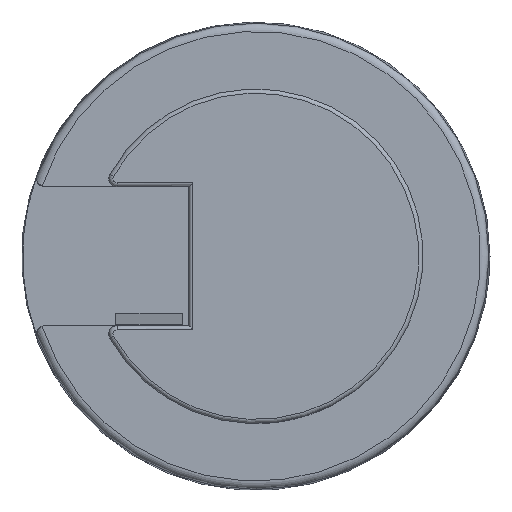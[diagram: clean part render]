
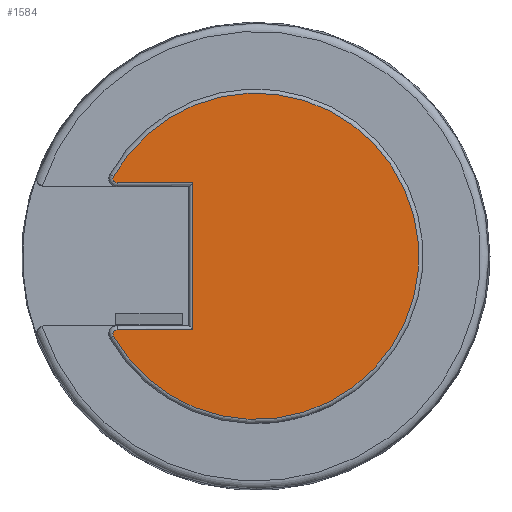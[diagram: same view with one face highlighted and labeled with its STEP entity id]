
A CAD part, left-side view. The second image highlights one B-rep face of the part: STEP entity #1584.
In plain terms, the highlighted planar face has unit normal (-1, 0, 0).
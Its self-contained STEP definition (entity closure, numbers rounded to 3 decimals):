
#130=LINE('',#2505,#222);
#131=LINE('',#2514,#223);
#132=LINE('',#2516,#224);
#222=VECTOR('',#2012,1000.);
#223=VECTOR('',#2019,1000.);
#224=VECTOR('',#2020,1000.);
#284=PLANE('',#1727);
#341=CIRCLE('',#1728,0.25);
#342=CIRCLE('',#1729,9.75);
#343=CIRCLE('',#1730,0.25);
#549=ORIENTED_EDGE('',*,*,#833,.F.);
#550=ORIENTED_EDGE('',*,*,#834,.F.);
#551=ORIENTED_EDGE('',*,*,#835,.F.);
#552=ORIENTED_EDGE('',*,*,#836,.F.);
#553=ORIENTED_EDGE('',*,*,#837,.F.);
#554=ORIENTED_EDGE('',*,*,#838,.F.);
#833=EDGE_CURVE('',#986,#987,#130,.T.);
#834=EDGE_CURVE('',#988,#986,#341,.T.);
#835=EDGE_CURVE('',#989,#988,#342,.T.);
#836=EDGE_CURVE('',#990,#989,#343,.T.);
#837=EDGE_CURVE('',#991,#990,#131,.T.);
#838=EDGE_CURVE('',#987,#991,#132,.T.);
#986=VERTEX_POINT('',#2506);
#987=VERTEX_POINT('',#2507);
#988=VERTEX_POINT('',#2509);
#989=VERTEX_POINT('',#2511);
#990=VERTEX_POINT('',#2513);
#991=VERTEX_POINT('',#2515);
#1098=EDGE_LOOP('',(#549,#550,#551,#552,#553,#554));
#1218=FACE_BOUND('',#1098,.T.);
#1584=ADVANCED_FACE('',(#1218),#284,.T.);
#1727=AXIS2_PLACEMENT_3D('',#2504,#2010,#2011);
#1728=AXIS2_PLACEMENT_3D('',#2508,#2013,#2014);
#1729=AXIS2_PLACEMENT_3D('',#2510,#2015,#2016);
#1730=AXIS2_PLACEMENT_3D('',#2512,#2017,#2018);
#2010=DIRECTION('',(-1.,0.,0.));
#2011=DIRECTION('',(0.,1.,0.));
#2012=DIRECTION('',(0.,-1.,0.));
#2013=DIRECTION('',(1.,0.,0.));
#2014=DIRECTION('',(0.,1.,0.));
#2015=DIRECTION('',(1.,0.,0.));
#2016=DIRECTION('',(0.,1.,0.));
#2017=DIRECTION('',(1.,0.,0.));
#2018=DIRECTION('',(0.,1.,0.));
#2019=DIRECTION('',(0.,1.,0.));
#2020=DIRECTION('',(0.,0.,1.));
#2504=CARTESIAN_POINT('',(-199.5,0.,0.));
#2505=CARTESIAN_POINT('',(-199.5,4.,-4.4));
#2506=CARTESIAN_POINT('',(-199.5,8.284,-4.4));
#2507=CARTESIAN_POINT('',(-199.5,3.75,-4.4));
#2508=CARTESIAN_POINT('',(-199.5,8.284,-4.65));
#2509=CARTESIAN_POINT('',(-199.5,8.502,-4.772));
#2510=CARTESIAN_POINT('',(-199.5,0.,0.));
#2511=CARTESIAN_POINT('',(-199.5,8.502,4.772));
#2512=CARTESIAN_POINT('',(-199.5,8.284,4.65));
#2513=CARTESIAN_POINT('',(-199.5,8.284,4.4));
#2514=CARTESIAN_POINT('',(-199.5,8.284,4.4));
#2515=CARTESIAN_POINT('',(-199.5,3.75,4.4));
#2516=CARTESIAN_POINT('',(-199.5,3.75,4.15));
